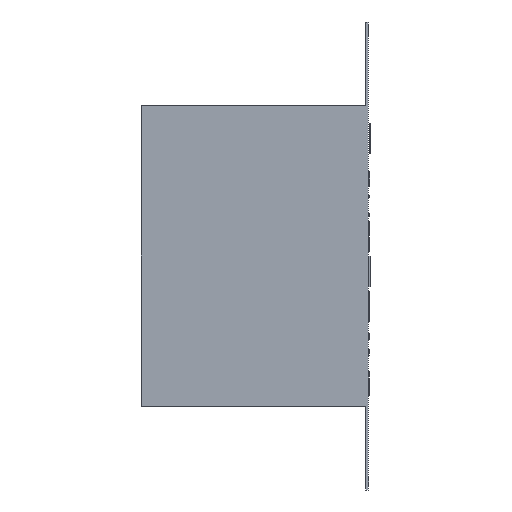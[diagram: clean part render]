
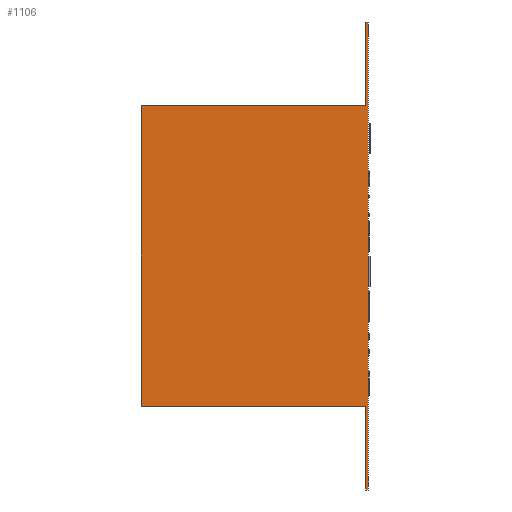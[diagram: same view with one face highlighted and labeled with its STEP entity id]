
A CAD part, left-side view. The second image highlights one B-rep face of the part: STEP entity #1106.
In plain terms, the highlighted planar face has unit normal (-1, 0, 0).
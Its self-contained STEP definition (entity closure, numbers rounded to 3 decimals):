
#379 = CARTESIAN_POINT ( 'NONE',  ( 0., 2.5, -310. ) ) ;
#625 = DIRECTION ( 'NONE',  ( 0., -1., 0. ) ) ;
#742 = EDGE_CURVE ( 'NONE', #902, #4186, #1609, .T. ) ;
#806 = DIRECTION ( 'NONE',  ( 0., 0., 1. ) ) ;
#899 = VECTOR ( 'NONE', #625, 1000. ) ;
#902 = VERTEX_POINT ( 'NONE', #8719 ) ;
#989 = ORIENTED_EDGE ( 'NONE', *, *, #1246, .F. ) ;
#1016 = CARTESIAN_POINT ( 'NONE',  ( 0., 0., 0. ) ) ;
#1106 = ADVANCED_FACE ( 'NONE', ( #4215 ), #4173, .T. ) ;
#1246 = EDGE_CURVE ( 'NONE', #4186, #3199, #3094, .T. ) ;
#1479 = ORIENTED_EDGE ( 'NONE', *, *, #5364, .T. ) ;
#1609 = LINE ( 'NONE', #7753, #5361 ) ;
#1676 = CARTESIAN_POINT ( 'NONE',  ( 0., 2.5, 0. ) ) ;
#1759 = ORIENTED_EDGE ( 'NONE', *, *, #7754, .F. ) ;
#1905 = VECTOR ( 'NONE', #3689, 1000. ) ;
#2256 = DIRECTION ( 'NONE',  ( 0., 0., 1. ) ) ;
#2268 = DIRECTION ( 'NONE',  ( -1., 0., 0. ) ) ;
#2334 = LINE ( 'NONE', #379, #6829 ) ;
#2384 = CARTESIAN_POINT ( 'NONE',  ( 0., 0., 86.3 ) ) ;
#2580 = EDGE_CURVE ( 'NONE', #5864, #902, #6631, .T. ) ;
#2614 = VERTEX_POINT ( 'NONE', #6940 ) ;
#2628 = CARTESIAN_POINT ( 'NONE',  ( 0., 0., -310. ) ) ;
#2633 = AXIS2_PLACEMENT_3D ( 'NONE', #6327, #2268, #806 ) ;
#2714 = VECTOR ( 'NONE', #7073, 1000. ) ;
#3054 = DIRECTION ( 'NONE',  ( 0., -1., 0. ) ) ;
#3077 = DIRECTION ( 'NONE',  ( 0., 0., -1. ) ) ;
#3094 = LINE ( 'NONE', #1016, #1905 ) ;
#3199 = VERTEX_POINT ( 'NONE', #1676 ) ;
#3407 = VECTOR ( 'NONE', #3054, 1000. ) ;
#3424 = CARTESIAN_POINT ( 'NONE',  ( 0., 2.5, 86.3 ) ) ;
#3689 = DIRECTION ( 'NONE',  ( 0., -1., 0. ) ) ;
#3691 = CARTESIAN_POINT ( 'NONE',  ( 0., 2.5, -310. ) ) ;
#3782 = ORIENTED_EDGE ( 'NONE', *, *, #742, .F. ) ;
#4104 = EDGE_CURVE ( 'NONE', #2614, #4404, #7542, .T. ) ;
#4173 = PLANE ( 'NONE',  #2633 ) ;
#4186 = VERTEX_POINT ( 'NONE', #5626 ) ;
#4215 = FACE_OUTER_BOUND ( 'NONE', #7861, .T. ) ;
#4317 = CARTESIAN_POINT ( 'NONE',  ( 0., 2.5, -396.3 ) ) ;
#4404 = VERTEX_POINT ( 'NONE', #2384 ) ;
#4554 = VERTEX_POINT ( 'NONE', #5222 ) ;
#5213 = LINE ( 'NONE', #8379, #8161 ) ;
#5222 = CARTESIAN_POINT ( 'NONE',  ( 0., 2.5, -396.3 ) ) ;
#5361 = VECTOR ( 'NONE', #2256, 1000. ) ;
#5364 = EDGE_CURVE ( 'NONE', #5864, #4554, #2334, .T. ) ;
#5626 = CARTESIAN_POINT ( 'NONE',  ( 0., 234., 0. ) ) ;
#5783 = CARTESIAN_POINT ( 'NONE',  ( 0., 0., 0. ) ) ;
#5864 = VERTEX_POINT ( 'NONE', #3691 ) ;
#5966 = EDGE_CURVE ( 'NONE', #4554, #7314, #8407, .T. ) ;
#6327 = CARTESIAN_POINT ( 'NONE',  ( 0., 0., 0. ) ) ;
#6487 = ORIENTED_EDGE ( 'NONE', *, *, #2580, .F. ) ;
#6631 = LINE ( 'NONE', #2628, #6668 ) ;
#6653 = EDGE_CURVE ( 'NONE', #2614, #3199, #5213, .T. ) ;
#6668 = VECTOR ( 'NONE', #8727, 1000. ) ;
#6829 = VECTOR ( 'NONE', #3077, 1000. ) ;
#6839 = ORIENTED_EDGE ( 'NONE', *, *, #6653, .T. ) ;
#6940 = CARTESIAN_POINT ( 'NONE',  ( 0., 2.5, 86.3 ) ) ;
#6953 = CARTESIAN_POINT ( 'NONE',  ( 0., 0., -396.3 ) ) ;
#7073 = DIRECTION ( 'NONE',  ( 0., 0., -1. ) ) ;
#7166 = LINE ( 'NONE', #5783, #2714 ) ;
#7314 = VERTEX_POINT ( 'NONE', #6953 ) ;
#7542 = LINE ( 'NONE', #3424, #899 ) ;
#7753 = CARTESIAN_POINT ( 'NONE',  ( 0., 234., 0. ) ) ;
#7754 = EDGE_CURVE ( 'NONE', #4404, #7314, #7166, .T. ) ;
#7861 = EDGE_LOOP ( 'NONE', ( #989, #3782, #6487, #1479, #8359, #1759, #8275, #6839 ) ) ;
#7916 = DIRECTION ( 'NONE',  ( 0., 0., -1. ) ) ;
#8161 = VECTOR ( 'NONE', #7916, 1000. ) ;
#8275 = ORIENTED_EDGE ( 'NONE', *, *, #4104, .F. ) ;
#8359 = ORIENTED_EDGE ( 'NONE', *, *, #5966, .T. ) ;
#8379 = CARTESIAN_POINT ( 'NONE',  ( 0., 2.5, 0. ) ) ;
#8407 = LINE ( 'NONE', #4317, #3407 ) ;
#8719 = CARTESIAN_POINT ( 'NONE',  ( 0., 234., -310. ) ) ;
#8727 = DIRECTION ( 'NONE',  ( 0., 1., 0. ) ) ;
